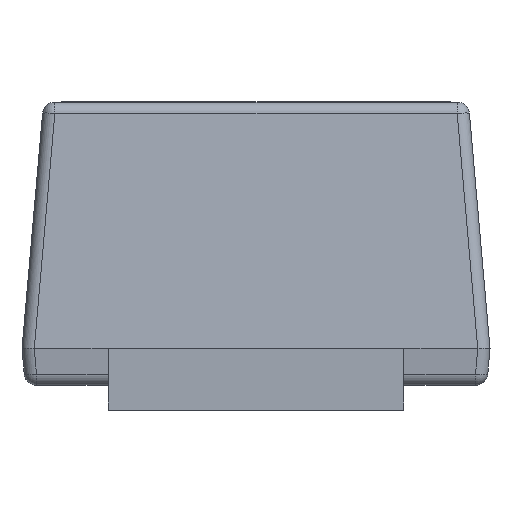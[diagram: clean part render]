
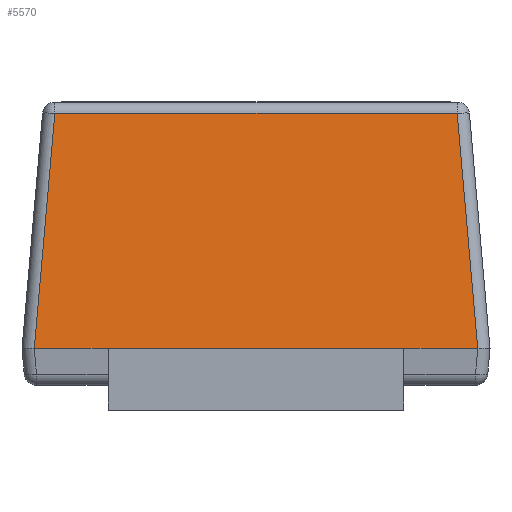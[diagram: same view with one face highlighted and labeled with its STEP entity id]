
A CAD part, left-side view. The second image highlights one B-rep face of the part: STEP entity #5570.
In plain terms, the highlighted planar face has unit normal (-0.996, 0, 0.087).
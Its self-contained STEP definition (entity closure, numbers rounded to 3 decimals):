
#2002 = VERTEX_POINT('',#2003);
#2003 = CARTESIAN_POINT('',(-1.367,0.817,
    1.204));
#2010 = EDGE_CURVE('',#2011,#2002,#2013,.T.);
#2011 = VERTEX_POINT('',#2012);
#2012 = CARTESIAN_POINT('',(-1.367,-0.817,
    1.204));
#2013 = LINE('',#2014,#2015);
#2014 = CARTESIAN_POINT('',(-1.367,0.863,
    1.204));
#2015 = VECTOR('',#2016,1.);
#2016 = DIRECTION('',(0.,1.,0.));
#5570 = ADVANCED_FACE('',(#5571),#5612,.T.);
#5571 = FACE_BOUND('',#5572,.T.);
#5572 = EDGE_LOOP('',(#5573,#5574,#5582,#5590,#5598,#5606));
#5573 = ORIENTED_EDGE('',*,*,#2010,.T.);
#5574 = ORIENTED_EDGE('',*,*,#5575,.T.);
#5575 = EDGE_CURVE('',#2002,#5576,#5578,.T.);
#5576 = VERTEX_POINT('',#5577);
#5577 = CARTESIAN_POINT('',(-1.45,0.9,0.25));
#5578 = LINE('',#5579,#5580);
#5579 = CARTESIAN_POINT('',(-1.45,0.901,
    0.246));
#5580 = VECTOR('',#5581,1.);
#5581 = DIRECTION('',(-0.087,0.087,
    -0.992));
#5582 = ORIENTED_EDGE('',*,*,#5583,.T.);
#5583 = EDGE_CURVE('',#5576,#5584,#5586,.T.);
#5584 = VERTEX_POINT('',#5585);
#5585 = CARTESIAN_POINT('',(-1.45,0.6,0.25));
#5586 = LINE('',#5587,#5588);
#5587 = CARTESIAN_POINT('',(-1.45,0.95,0.25));
#5588 = VECTOR('',#5589,1.);
#5589 = DIRECTION('',(0.,-1.,0.));
#5590 = ORIENTED_EDGE('',*,*,#5591,.T.);
#5591 = EDGE_CURVE('',#5584,#5592,#5594,.T.);
#5592 = VERTEX_POINT('',#5593);
#5593 = CARTESIAN_POINT('',(-1.45,-0.6,0.25));
#5594 = LINE('',#5595,#5596);
#5595 = CARTESIAN_POINT('',(-1.45,0.95,0.25));
#5596 = VECTOR('',#5597,1.);
#5597 = DIRECTION('',(0.,-1.,0.));
#5598 = ORIENTED_EDGE('',*,*,#5599,.T.);
#5599 = EDGE_CURVE('',#5592,#5600,#5602,.T.);
#5600 = VERTEX_POINT('',#5601);
#5601 = CARTESIAN_POINT('',(-1.45,-0.9,0.25));
#5602 = LINE('',#5603,#5604);
#5603 = CARTESIAN_POINT('',(-1.45,0.95,0.25));
#5604 = VECTOR('',#5605,1.);
#5605 = DIRECTION('',(0.,-1.,0.));
#5606 = ORIENTED_EDGE('',*,*,#5607,.T.);
#5607 = EDGE_CURVE('',#5600,#2011,#5608,.T.);
#5608 = LINE('',#5609,#5610);
#5609 = CARTESIAN_POINT('',(-1.436,-0.886,
    0.409));
#5610 = VECTOR('',#5611,1.);
#5611 = DIRECTION('',(0.087,0.087,
    0.992));
#5612 = PLANE('',#5613);
#5613 = AXIS2_PLACEMENT_3D('',#5614,#5615,#5616);
#5614 = CARTESIAN_POINT('',(-1.45,0.95,0.25));
#5615 = DIRECTION('',(-0.996,0.,
    0.087));
#5616 = DIRECTION('',(0.087,0.,0.996));
